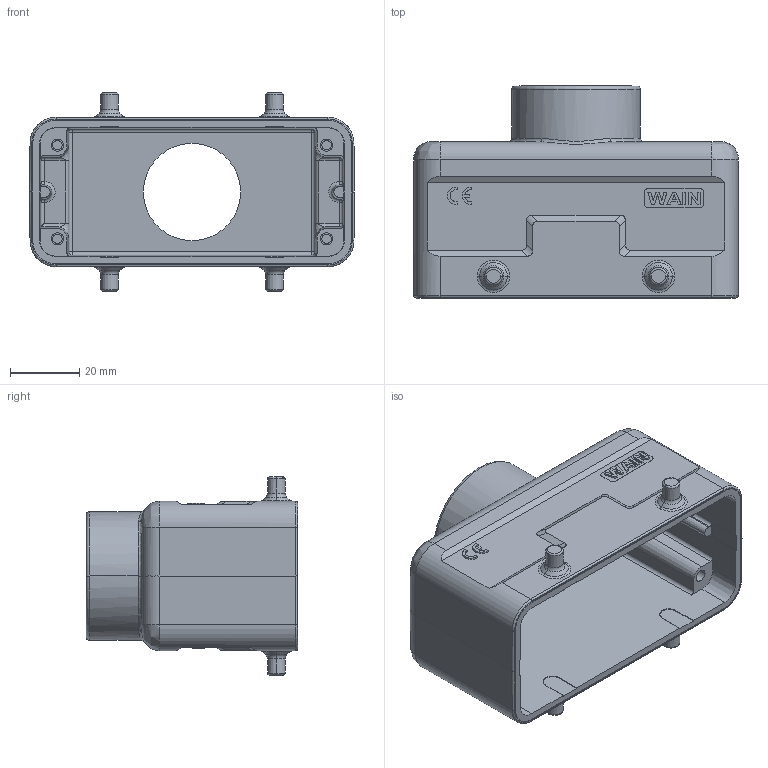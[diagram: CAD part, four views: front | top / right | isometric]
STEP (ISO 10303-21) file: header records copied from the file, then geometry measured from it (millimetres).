
FILE_DESCRIPTION((''),'2;1');
FILE_NAME('3D_1112164301002_EMC_W16B-TE-4B','2024-01-25T',('13034'),(''),'PRO/ENGINEER BY PARAMETRIC TECHNOLOGY CORPORATION, 2012480','PRO/ENGINEER BY PARAMETRIC TECHNOLOGY CORPORATION, 2012480','');
FILE_SCHEMA(('CONFIG_CONTROL_DESIGN'));
Length unit declared in the file: millimetre
Products named in the file (1): 3D_1112164301002_EMC_W16B-TE-4B
Bounding box: 93.5 x 61 x 57 mm (x, y, z)
Volume: 53427.7 mm3; surface area: 32178 mm2
Topology: 1 solids, 1 shells, 379 faces, 1013 edges, 654 vertices
Faces by surface type: plane 196, cylinder 98, torus 32, cone 28, bspline 14, sphere 11
Entity records: 13433 total; most frequent: CARTESIAN_POINT 3933, ORIENTED_EDGE 2004, DIRECTION 1949, EDGE_CURVE 1002, AXIS2_PLACEMENT_3D 674, VERTEX_POINT 654, VECTOR 601, LINE 601
